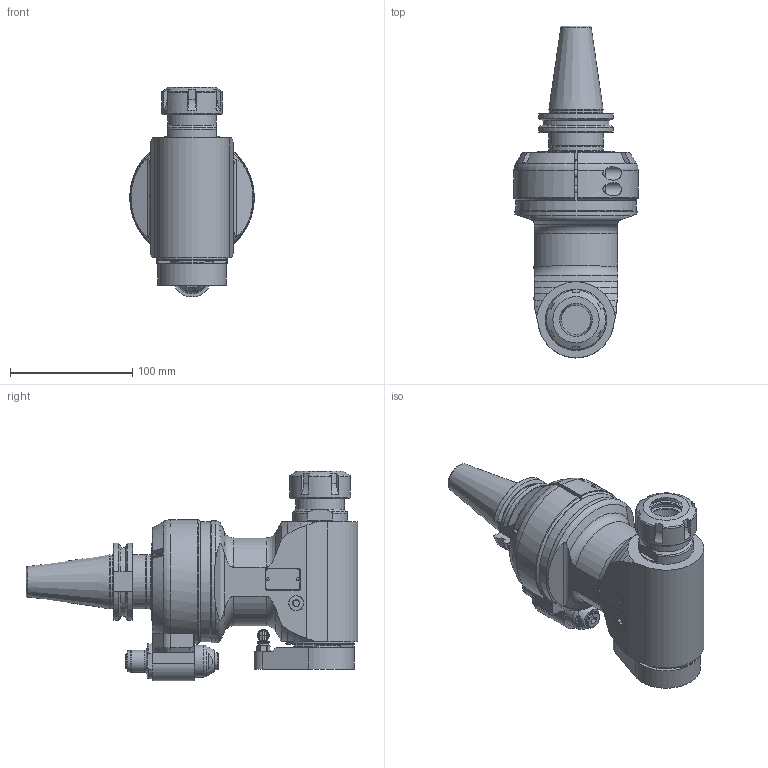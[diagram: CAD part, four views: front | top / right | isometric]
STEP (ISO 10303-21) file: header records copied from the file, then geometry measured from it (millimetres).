
FILE_DESCRIPTION(/* description */ (''),/* implementation_level */ '2;1');
FILE_NAME(/* name */ '9.F90.20SC0-1C40.stp',/* time_stamp */ '2025-07-09T13:29:17-04:00',/* author */ ('jkrenzer'),/* organization */ (''),/* preprocessor_version */ 'ST-DEVELOPER v18.1',/* originating_system */ 'Autodesk Inventor 2022',/* authorisation */ '');
FILE_SCHEMA (('AUTOMOTIVE_DESIGN { 1 0 10303 214 3 1 1 }'));
Length unit declared in the file: millimetre
Products named in the file (3): 9.F90.20SC0-1C40; F90-20SC; 9_GA1_446_2 (EVO, Type 1, C40, 65mm, 35mm)
Assembly tree (2 placements, depth 2):
  9.F90.20SC0-1C40
    F90-20SC
    9_GA1_446_2 (EVO, Type 1, C40, 65mm, 35mm)
Bounding box: 102 x 271.75 x 171.5 mm (x, y, z)
Volume: 1251424.3 mm3; surface area: 170317.6 mm2
Topology: 4 solids, 8 shells, 865 faces, 2170 edges, 1390 vertices
Faces by surface type: plane 363, cylinder 223, cone 188, torus 59, bspline 27, sphere 5
Full cylindrical faces by diameter (mm): 2.5 x3, 2.6 x2, 3 x2, 3.2 x7, 3.3 x2, 3.5 x2, 4 x1, 4.2 x2, 5 x6, 5.5 x3, 6 x3, 6.5 x3, 6.9 x1, 7 x2, 8 x1, 8.06 x1, 8.07 x1, 8.5 x3, 8.821 x1, 8.95 x1, 9 x4, 9.2 x1, 9.525 x1, 9.87 x1, 10 x5, 10.4 x2, 11 x2, 12 x4, 12.5 x3, 12.8 x1
Entity records: 33275 total; most frequent: CARTESIAN_POINT 12859, ORIENTED_EDGE 4292, DIRECTION 4221, EDGE_CURVE 2146, AXIS2_PLACEMENT_3D 1667, VERTEX_POINT 1390, EDGE_LOOP 991, LINE 887
